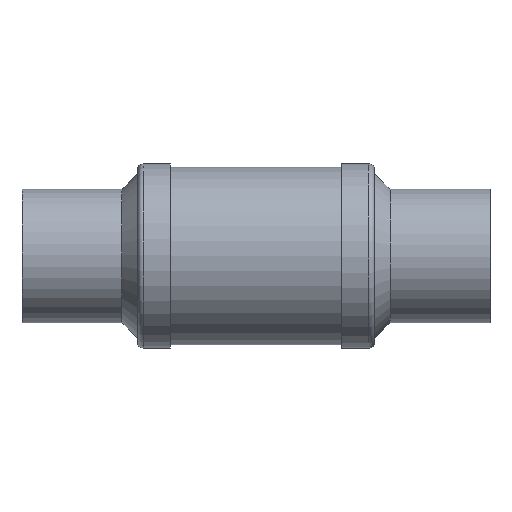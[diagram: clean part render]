
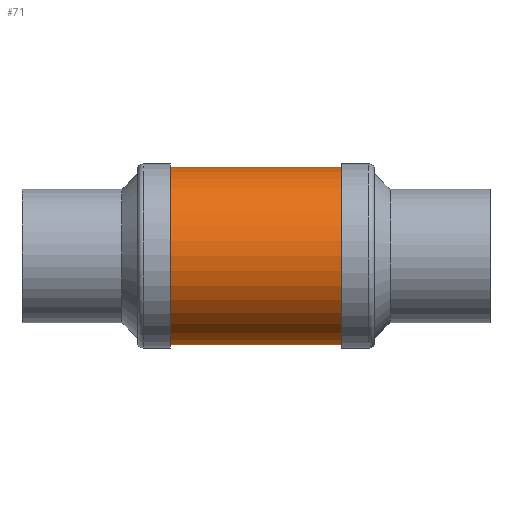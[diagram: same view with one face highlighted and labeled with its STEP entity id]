
A CAD part, left-side view. The second image highlights one B-rep face of the part: STEP entity #71.
In plain terms, the highlighted cylindrical face has radius 12.7 mm (diameter 25.4 mm), a partial arc.
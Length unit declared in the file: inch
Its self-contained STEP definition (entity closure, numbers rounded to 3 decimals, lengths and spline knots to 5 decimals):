
#10 = VECTOR ( 'NONE', #719, 39.37008 ) ;
#19 = FACE_OUTER_BOUND ( 'NONE', #760, .T. ) ;
#34 = VECTOR ( 'NONE', #1008, 39.37008 ) ;
#39 = AXIS2_PLACEMENT_3D ( 'NONE', #752, #280, #638 ) ;
#71 = ADVANCED_FACE ( 'NONE', ( #19 ), #324, .T. ) ;
#86 = VERTEX_POINT ( 'NONE', #340 ) ;
#118 = CARTESIAN_POINT ( 'NONE',  ( 0., 1.13247, 0.5 ) ) ;
#141 = EDGE_CURVE ( 'NONE', #86, #1051, #593, .T. ) ;
#280 = DIRECTION ( 'NONE',  ( 0., -1., 0. ) ) ;
#288 = ORIENTED_EDGE ( 'NONE', *, *, #1154, .T. ) ;
#324 = CYLINDRICAL_SURFACE ( 'NONE', #1228, 0.5 ) ;
#340 = CARTESIAN_POINT ( 'NONE',  ( 0., 0.16753, -0.5 ) ) ;
#342 = EDGE_CURVE ( 'NONE', #1138, #891, #497, .T. ) ;
#346 = DIRECTION ( 'NONE',  ( 0., 0., 1. ) ) ;
#465 = ORIENTED_EDGE ( 'NONE', *, *, #342, .T. ) ;
#497 = LINE ( 'NONE', #940, #10 ) ;
#503 = ORIENTED_EDGE ( 'NONE', *, *, #979, .T. ) ;
#512 = AXIS2_PLACEMENT_3D ( 'NONE', #729, #1225, #346 ) ;
#587 = CARTESIAN_POINT ( 'NONE',  ( 0., 2.60197, -0.5 ) ) ;
#593 = LINE ( 'NONE', #587, #34 ) ;
#638 = DIRECTION ( 'NONE',  ( 0., 0., -1. ) ) ;
#717 = DIRECTION ( 'NONE',  ( 0., 0., 1. ) ) ;
#719 = DIRECTION ( 'NONE',  ( 0., 1., 0. ) ) ;
#729 = CARTESIAN_POINT ( 'NONE',  ( 0., 0.16753, 0. ) ) ;
#752 = CARTESIAN_POINT ( 'NONE',  ( 0., 1.13247, 0. ) ) ;
#760 = EDGE_LOOP ( 'NONE', ( #1083, #288, #465, #503 ) ) ;
#785 = CIRCLE ( 'NONE', #512, 0.5 ) ;
#818 = CARTESIAN_POINT ( 'NONE',  ( 0., 2.60197, 0. ) ) ;
#891 = VERTEX_POINT ( 'NONE', #118 ) ;
#924 = CARTESIAN_POINT ( 'NONE',  ( 0., 1.13247, -0.5 ) ) ;
#940 = CARTESIAN_POINT ( 'NONE',  ( 0., 2.60197, 0.5 ) ) ;
#943 = CARTESIAN_POINT ( 'NONE',  ( 0., 0.16753, 0.5 ) ) ;
#979 = EDGE_CURVE ( 'NONE', #891, #1051, #1231, .T. ) ;
#1008 = DIRECTION ( 'NONE',  ( 0., 1., 0. ) ) ;
#1051 = VERTEX_POINT ( 'NONE', #924 ) ;
#1083 = ORIENTED_EDGE ( 'NONE', *, *, #141, .F. ) ;
#1138 = VERTEX_POINT ( 'NONE', #943 ) ;
#1154 = EDGE_CURVE ( 'NONE', #86, #1138, #785, .T. ) ;
#1220 = DIRECTION ( 'NONE',  ( 0., 1., 0. ) ) ;
#1225 = DIRECTION ( 'NONE',  ( 0., 1., 0. ) ) ;
#1228 = AXIS2_PLACEMENT_3D ( 'NONE', #818, #1220, #717 ) ;
#1231 = CIRCLE ( 'NONE', #39, 0.5 ) ;
